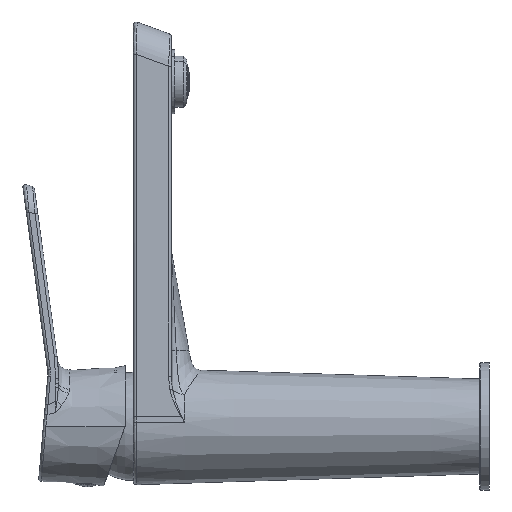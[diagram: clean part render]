
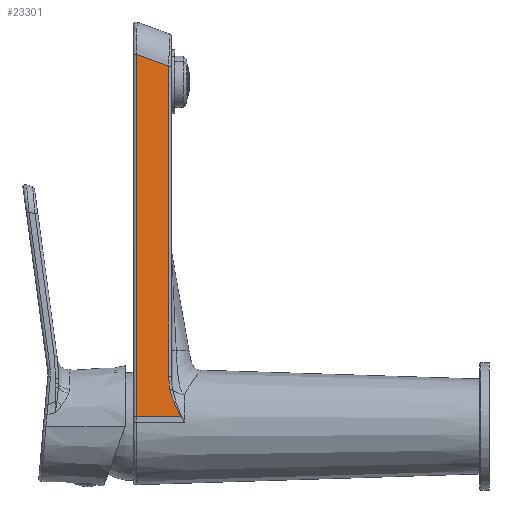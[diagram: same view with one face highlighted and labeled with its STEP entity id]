
A CAD part, left-side view. The second image highlights one B-rep face of the part: STEP entity #23301.
In plain terms, the highlighted planar face has unit normal (-0.998, -0.031, 0.051).
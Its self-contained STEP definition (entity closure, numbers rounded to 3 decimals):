
#85 = CARTESIAN_POINT ( 'NONE',  ( -20.74, 114.103, 6.835 ) ) ;
#132 = CARTESIAN_POINT ( 'NONE',  ( -14.595, 128.969, 137.597 ) ) ;
#162 = LINE ( 'NONE', #6521, #35325 ) ;
#481 = CARTESIAN_POINT ( 'NONE',  ( -20.48, 116.49, 13.446 ) ) ;
#672 = CARTESIAN_POINT ( 'NONE',  ( -20.48, 116.49, 13.446 ) ) ;
#907 = CARTESIAN_POINT ( 'NONE',  ( -20.643, 115.238, 9.444 ) ) ;
#1423 = ORIENTED_EDGE ( 'NONE', *, *, #35062, .F. ) ;
#1849 = DIRECTION ( 'NONE',  ( -0.051, 0., -0.999 ) ) ;
#2432 = B_SPLINE_CURVE_WITH_KNOTS ( 'NONE', 3,
 ( #15108, #36766, #22166, #36301, #22386, #10842, #11781, #29246, #25432, #4248, #32544, #7301, #18400, #43368, #3772, #4482, #32780, #25212, #14629, #43614, #18621, #481 ),
 .UNSPECIFIED., .F., .F.,
 ( 4, 2, 2, 2, 2, 1, 1, 1, 1, 2, 2, 2, 4 ),
 ( 0., 0.25, 0.375, 0.437, 0.469, 0.484, 0.492, 0.496, 0.498, 0.499, 0.5, 0.75, 1. ),
 .UNSPECIFIED. ) ;
#3139 = CARTESIAN_POINT ( 'NONE',  ( -20.732, 114.2, 7.039 ) ) ;
#3772 = CARTESIAN_POINT ( 'NONE',  ( -20.394, 116.798, 15.339 ) ) ;
#3973 = PLANE ( 'NONE',  #34754 ) ;
#4035 = CARTESIAN_POINT ( 'NONE',  ( -20.235, 116.969, 18.595 ) ) ;
#4248 = CARTESIAN_POINT ( 'NONE',  ( -20.385, 116.818, 15.531 ) ) ;
#4435 = CARTESIAN_POINT ( 'NONE',  ( -20.607, 115.587, 10.372 ) ) ;
#4482 = CARTESIAN_POINT ( 'NONE',  ( -20.395, 116.797, 15.334 ) ) ;
#6521 = CARTESIAN_POINT ( 'NONE',  ( -21.134, 121.516, 3.657 ) ) ;
#6916 = CARTESIAN_POINT ( 'NONE',  ( -20.645, 115.222, 9.403 ) ) ;
#7301 = CARTESIAN_POINT ( 'NONE',  ( -20.391, 116.804, 15.4 ) ) ;
#8802 = B_SPLINE_CURVE_WITH_KNOTS ( 'NONE', 3,
 ( #672, #26806, #19261, #8883, #23254, #4435, #37650, #30588, #44961, #12663, #27040, #907, #15294, #29672, #45803, #6916, #31668, #46043, #13757, #24580, #3139, #35430, #85, #46290, #13988, #42734, #28387, #10438, #39203, #41399, #35667, #17764, #28630, #42984, #10679, #25050, #29551, #40591 ),
 .UNSPECIFIED., .F., .F.,
 ( 4, 2, 2, 2, 1, 1, 1, 1, 1, 1, 2, 2, 2, 2, 2, 1, 1, 1, 1, 1, 1, 2, 2, 2, 4 ),
 ( 0., 0.25, 0.375, 0.438, 0.469, 0.484, 0.492, 0.496, 0.498, 0.499, 0.5, 0.5, 0.625, 0.688, 0.719, 0.734, 0.742, 0.746, 0.748, 0.749, 0.75, 0.75, 0.75, 0.875, 1. ),
 .UNSPECIFIED. ) ;
#8883 = CARTESIAN_POINT ( 'NONE',  ( -20.571, 115.898, 11.282 ) ) ;
#10438 = CARTESIAN_POINT ( 'NONE',  ( -20.742, 114.07, 6.765 ) ) ;
#10679 = CARTESIAN_POINT ( 'NONE',  ( -20.787, 113.441, 5.49 ) ) ;
#10842 = CARTESIAN_POINT ( 'NONE',  ( -20.357, 116.873, 16.116 ) ) ;
#11781 = CARTESIAN_POINT ( 'NONE',  ( -20.365, 116.86, 15.963 ) ) ;
#12112 = EDGE_CURVE ( 'NONE', #38099, #31010, #162, .T. ) ;
#12663 = CARTESIAN_POINT ( 'NONE',  ( -20.638, 115.289, 9.575 ) ) ;
#13353 = VECTOR ( 'NONE', #1849, 1000. ) ;
#13757 = CARTESIAN_POINT ( 'NONE',  ( -20.703, 114.575, 7.855 ) ) ;
#13988 = CARTESIAN_POINT ( 'NONE',  ( -20.742, 114.076, 6.778 ) ) ;
#14141 = CARTESIAN_POINT ( 'NONE',  ( -14.438, 116.969, 133.23 ) ) ;
#14629 = CARTESIAN_POINT ( 'NONE',  ( -20.424, 116.72, 14.7 ) ) ;
#14711 = EDGE_CURVE ( 'NONE', #38099, #33568, #19430, .T. ) ;
#15108 = CARTESIAN_POINT ( 'NONE',  ( -20.235, 116.969, 18.595 ) ) ;
#15294 = CARTESIAN_POINT ( 'NONE',  ( -20.644, 115.23, 9.422 ) ) ;
#15541 = ORIENTED_EDGE ( 'NONE', *, *, #12112, .T. ) ;
#17764 = CARTESIAN_POINT ( 'NONE',  ( -20.742, 114.07, 6.765 ) ) ;
#18400 = CARTESIAN_POINT ( 'NONE',  ( -20.393, 116.801, 15.364 ) ) ;
#18621 = CARTESIAN_POINT ( 'NONE',  ( -20.467, 116.56, 13.758 ) ) ;
#19261 = CARTESIAN_POINT ( 'NONE',  ( -20.53, 116.21, 12.296 ) ) ;
#19430 = LINE ( 'NONE', #41109, #24186 ) ;
#22166 = CARTESIAN_POINT ( 'NONE',  ( -20.282, 116.961, 17.668 ) ) ;
#22174 = CARTESIAN_POINT ( 'NONE',  ( -14.595, 128.969, 137.597 ) ) ;
#22276 = ORIENTED_EDGE ( 'NONE', *, *, #14711, .F. ) ;
#22353 = FACE_OUTER_BOUND ( 'NONE', #43370, .T. ) ;
#22386 = CARTESIAN_POINT ( 'NONE',  ( -20.336, 116.906, 16.565 ) ) ;
#22830 = CARTESIAN_POINT ( 'NONE',  ( -13.591, 116.969, 149.979 ) ) ;
#23254 = CARTESIAN_POINT ( 'NONE',  ( -20.585, 115.782, 10.927 ) ) ;
#23301 = ADVANCED_FACE ( 'NONE', ( #22353 ), #3973, .F. ) ;
#24186 = VECTOR ( 'NONE', #27217, 1000. ) ;
#24580 = CARTESIAN_POINT ( 'NONE',  ( -20.726, 114.276, 7.202 ) ) ;
#25050 = CARTESIAN_POINT ( 'NONE',  ( -20.822, 112.891, 4.45 ) ) ;
#25212 = CARTESIAN_POINT ( 'NONE',  ( -20.41, 116.761, 15.014 ) ) ;
#25432 = CARTESIAN_POINT ( 'NONE',  ( -20.38, 116.831, 15.65 ) ) ;
#25685 = CARTESIAN_POINT ( 'NONE',  ( -21.367, 128.968, 3.671 ) ) ;
#26036 = VERTEX_POINT ( 'NONE', #41055 ) ;
#26295 = VERTEX_POINT ( 'NONE', #4035 ) ;
#26399 = LINE ( 'NONE', #22174, #30012 ) ;
#26773 = ORIENTED_EDGE ( 'NONE', *, *, #36567, .F. ) ;
#26806 = CARTESIAN_POINT ( 'NONE',  ( -20.504, 116.368, 12.907 ) ) ;
#27040 = CARTESIAN_POINT ( 'NONE',  ( -20.642, 115.255, 9.487 ) ) ;
#27217 = DIRECTION ( 'NONE',  ( 0.051, 0., 0.999 ) ) ;
#27695 = LINE ( 'NONE', #22830, #13353 ) ;
#28112 = CARTESIAN_POINT ( 'NONE',  ( -20.849, 112.433, 3.639 ) ) ;
#28387 = CARTESIAN_POINT ( 'NONE',  ( -20.742, 114.07, 6.766 ) ) ;
#28630 = CARTESIAN_POINT ( 'NONE',  ( -20.742, 114.07, 6.766 ) ) ;
#29246 = CARTESIAN_POINT ( 'NONE',  ( -20.376, 116.838, 15.729 ) ) ;
#29551 = CARTESIAN_POINT ( 'NONE',  ( -20.837, 112.647, 4.007 ) ) ;
#29672 = CARTESIAN_POINT ( 'NONE',  ( -20.645, 115.225, 9.411 ) ) ;
#30012 = VECTOR ( 'NONE', #36771, 1000. ) ;
#30287 = ORIENTED_EDGE ( 'NONE', *, *, #38585, .F. ) ;
#30588 = CARTESIAN_POINT ( 'NONE',  ( -20.626, 115.411, 9.893 ) ) ;
#31010 = VERTEX_POINT ( 'NONE', #28112 ) ;
#31668 = CARTESIAN_POINT ( 'NONE',  ( -20.645, 115.222, 9.403 ) ) ;
#32544 = CARTESIAN_POINT ( 'NONE',  ( -20.388, 116.812, 15.471 ) ) ;
#32742 = DIRECTION ( 'NONE',  ( -0.051, 0., -0.999 ) ) ;
#32780 = CARTESIAN_POINT ( 'NONE',  ( -20.395, 116.797, 15.33 ) ) ;
#32974 = DIRECTION ( 'NONE',  ( 0.998, 0.031, -0.05 ) ) ;
#33214 = CARTESIAN_POINT ( 'NONE',  ( -14., 130., 150. ) ) ;
#33568 = VERTEX_POINT ( 'NONE', #132 ) ;
#33718 = VERTEX_POINT ( 'NONE', #14141 ) ;
#34754 = AXIS2_PLACEMENT_3D ( 'NONE', #33214, #32974, #32742 ) ;
#35062 = EDGE_CURVE ( 'NONE', #33718, #26295, #27695, .T. ) ;
#35325 = VECTOR ( 'NONE', #43290, 1000. ) ;
#35430 = CARTESIAN_POINT ( 'NONE',  ( -20.738, 114.122, 6.876 ) ) ;
#35667 = CARTESIAN_POINT ( 'NONE',  ( -20.742, 114.07, 6.765 ) ) ;
#36301 = CARTESIAN_POINT ( 'NONE',  ( -20.322, 116.923, 16.851 ) ) ;
#36567 = EDGE_CURVE ( 'NONE', #33568, #33718, #26399, .T. ) ;
#36766 = CARTESIAN_POINT ( 'NONE',  ( -20.257, 116.969, 18.158 ) ) ;
#36771 = DIRECTION ( 'NONE',  ( 0.012, -0.94, -0.342 ) ) ;
#37650 = CARTESIAN_POINT ( 'NONE',  ( -20.615, 115.519, 10.183 ) ) ;
#38099 = VERTEX_POINT ( 'NONE', #25685 ) ;
#38585 = EDGE_CURVE ( 'NONE', #26036, #31010, #8802, .T. ) ;
#39203 = CARTESIAN_POINT ( 'NONE',  ( -20.742, 114.07, 6.765 ) ) ;
#39786 = ORIENTED_EDGE ( 'NONE', *, *, #43782, .F. ) ;
#40591 = CARTESIAN_POINT ( 'NONE',  ( -20.849, 112.433, 3.639 ) ) ;
#41055 = CARTESIAN_POINT ( 'NONE',  ( -20.48, 116.49, 13.446 ) ) ;
#41109 = CARTESIAN_POINT ( 'NONE',  ( -21.367, 128.968, 3.671 ) ) ;
#41399 = CARTESIAN_POINT ( 'NONE',  ( -20.742, 114.07, 6.765 ) ) ;
#42734 = CARTESIAN_POINT ( 'NONE',  ( -20.742, 114.071, 6.768 ) ) ;
#42984 = CARTESIAN_POINT ( 'NONE',  ( -20.766, 113.746, 6.087 ) ) ;
#43290 = DIRECTION ( 'NONE',  ( 0.031, -1., -0.002 ) ) ;
#43368 = CARTESIAN_POINT ( 'NONE',  ( -20.394, 116.799, 15.347 ) ) ;
#43370 = EDGE_LOOP ( 'NONE', ( #30287, #39786, #1423, #26773, #22276, #15541 ) ) ;
#43614 = CARTESIAN_POINT ( 'NONE',  ( -20.453, 116.62, 14.072 ) ) ;
#43782 = EDGE_CURVE ( 'NONE', #26295, #26036, #2432, .T. ) ;
#44961 = CARTESIAN_POINT ( 'NONE',  ( -20.632, 115.356, 9.747 ) ) ;
#45803 = CARTESIAN_POINT ( 'NONE',  ( -20.645, 115.224, 9.406 ) ) ;
#46043 = CARTESIAN_POINT ( 'NONE',  ( -20.679, 114.871, 8.509 ) ) ;
#46290 = CARTESIAN_POINT ( 'NONE',  ( -20.741, 114.083, 6.793 ) ) ;
